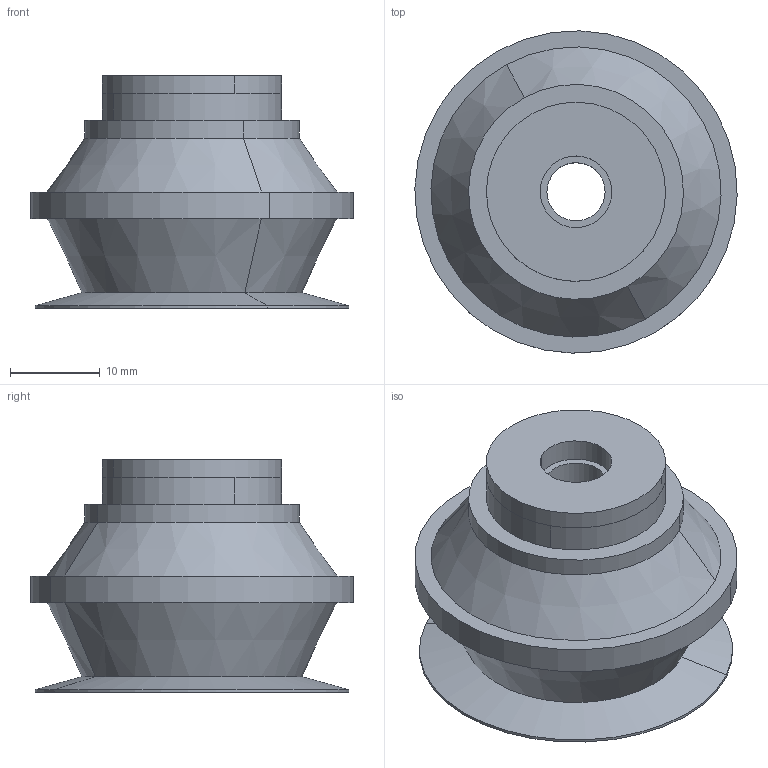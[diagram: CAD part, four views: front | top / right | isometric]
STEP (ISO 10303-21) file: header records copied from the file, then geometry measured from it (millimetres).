
FILE_DESCRIPTION(('CATIA V5 STEP Exchange'),'2;1');
FILE_NAME('DLVB35.stp','2021-04-11T07:09:52+00:00',('none'),('none'),'CATIA Version 5 Release 21 GA (IN-10)','CATIA V5 STEP AP203','none');
FILE_SCHEMA(('CONFIG_CONTROL_DESIGN'));
Length unit declared in the file: millimetre
Products named in the file (1): DLVB35
Bounding box: 35.99 x 35.99 x 26 mm (x, y, z)
Volume: 5634.4 mm3; surface area: 7370.9 mm2
Topology: 2 solids, 2 shells, 43 faces, 86 edges, 54 vertices
Faces by surface type: cylinder 20, cone 12, plane 11
Entity records: 1048 total; most frequent: ORIENTED_EDGE 172, CARTESIAN_POINT 168, DIRECTION 140, EDGE_CURVE 86, AXIS2_PLACEMENT_3D 82, CIRCLE 54, EDGE_LOOP 54, VERTEX_POINT 54
